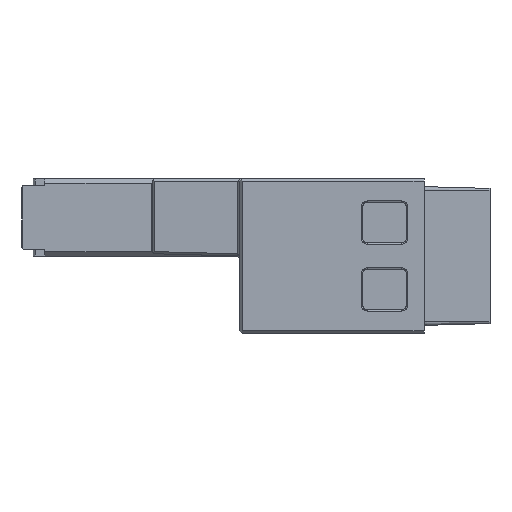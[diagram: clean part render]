
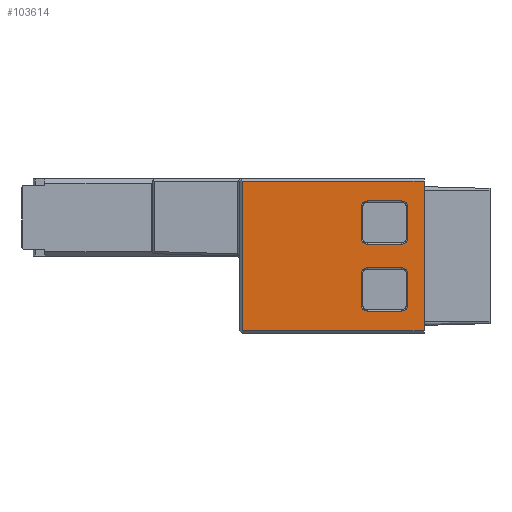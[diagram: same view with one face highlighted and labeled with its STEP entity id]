
A CAD part, left-side view. The second image highlights one B-rep face of the part: STEP entity #103614.
In plain terms, the highlighted face is planar.
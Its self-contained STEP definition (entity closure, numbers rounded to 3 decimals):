
#25681=DIRECTION('',(0.,0.,-1.));
#25682=VECTOR('',#25681,35.);
#25683=CARTESIAN_POINT('',(122.25,-43.,17.5));
#25684=LINE('',#25683,#25682);
#53474=CARTESIAN_POINT('',(122.25,-29.7,4.05));
#53475=DIRECTION('',(-1.,0.,0.));
#53476=DIRECTION('',(0.,1.,0.));
#53477=AXIS2_PLACEMENT_3D('',#53474,#53475,#53476);
#53479=DIRECTION('',(0.,0.,-1.));
#53480=VECTOR('',#53479,7.5);
#53481=CARTESIAN_POINT('',(122.25,-28.4,11.55));
#53482=LINE('',#53481,#53480);
#53483=CARTESIAN_POINT('',(122.25,-29.7,11.55));
#53484=DIRECTION('',(-1.,0.,0.));
#53485=DIRECTION('',(0.,0.,1.));
#53486=AXIS2_PLACEMENT_3D('',#53483,#53484,#53485);
#53488=DIRECTION('',(0.,1.,0.));
#53489=VECTOR('',#53488,8.1);
#53490=CARTESIAN_POINT('',(122.25,-37.8,12.85));
#53491=LINE('',#53490,#53489);
#53492=CARTESIAN_POINT('',(122.25,-37.8,11.55));
#53493=DIRECTION('',(-1.,0.,0.));
#53494=DIRECTION('',(0.,-1.,0.));
#53495=AXIS2_PLACEMENT_3D('',#53492,#53493,#53494);
#53497=DIRECTION('',(0.,0.,1.));
#53498=VECTOR('',#53497,7.5);
#53499=CARTESIAN_POINT('',(122.25,-39.1,4.05));
#53500=LINE('',#53499,#53498);
#53501=CARTESIAN_POINT('',(122.25,-37.8,4.05));
#53502=DIRECTION('',(-1.,0.,0.));
#53503=DIRECTION('',(0.,0.,-1.));
#53504=AXIS2_PLACEMENT_3D('',#53501,#53502,#53503);
#53506=DIRECTION('',(0.,-1.,0.));
#53507=VECTOR('',#53506,8.1);
#53508=CARTESIAN_POINT('',(122.25,-29.7,2.75));
#53509=LINE('',#53508,#53507);
#53510=CARTESIAN_POINT('',(122.25,-29.7,-11.55));
#53511=DIRECTION('',(-1.,0.,0.));
#53512=DIRECTION('',(0.,1.,0.));
#53513=AXIS2_PLACEMENT_3D('',#53510,#53511,#53512);
#53515=DIRECTION('',(0.,0.,-1.));
#53516=VECTOR('',#53515,7.5);
#53517=CARTESIAN_POINT('',(122.25,-28.4,-4.05));
#53518=LINE('',#53517,#53516);
#53519=CARTESIAN_POINT('',(122.25,-29.7,-4.05));
#53520=DIRECTION('',(-1.,0.,0.));
#53521=DIRECTION('',(0.,0.,1.));
#53522=AXIS2_PLACEMENT_3D('',#53519,#53520,#53521);
#53524=DIRECTION('',(0.,1.,0.));
#53525=VECTOR('',#53524,8.1);
#53526=CARTESIAN_POINT('',(122.25,-37.8,-2.75));
#53527=LINE('',#53526,#53525);
#53528=CARTESIAN_POINT('',(122.25,-37.8,-4.05));
#53529=DIRECTION('',(-1.,0.,0.));
#53530=DIRECTION('',(0.,-1.,0.));
#53531=AXIS2_PLACEMENT_3D('',#53528,#53529,#53530);
#53533=DIRECTION('',(0.,0.,1.));
#53534=VECTOR('',#53533,7.5);
#53535=CARTESIAN_POINT('',(122.25,-39.1,-11.55));
#53536=LINE('',#53535,#53534);
#53537=CARTESIAN_POINT('',(122.25,-37.8,-11.55));
#53538=DIRECTION('',(-1.,0.,0.));
#53539=DIRECTION('',(0.,0.,-1.));
#53540=AXIS2_PLACEMENT_3D('',#53537,#53538,#53539);
#53542=DIRECTION('',(0.,-1.,0.));
#53543=VECTOR('',#53542,8.1);
#53544=CARTESIAN_POINT('',(122.25,-29.7,-12.85));
#53545=LINE('',#53544,#53543);
#53546=DIRECTION('',(0.,-1.,0.));
#53547=VECTOR('',#53546,42.5);
#53548=CARTESIAN_POINT('',(122.25,-0.5,-17.5));
#53549=LINE('',#53548,#53547);
#53550=DIRECTION('',(0.,-1.,0.));
#53551=VECTOR('',#53550,42.5);
#53552=CARTESIAN_POINT('',(122.25,-0.5,17.5));
#53553=LINE('',#53552,#53551);
#53554=DIRECTION('',(0.,0.,-1.));
#53555=VECTOR('',#53554,35.);
#53556=CARTESIAN_POINT('',(122.25,-0.5,17.5));
#53557=LINE('',#53556,#53555);
#62476=CARTESIAN_POINT('',(122.25,-43.,-17.5));
#62478=VERTEX_POINT('',#62476);
#62479=CARTESIAN_POINT('',(122.25,-0.5,-17.5));
#62480=VERTEX_POINT('',#62479);
#62481=CARTESIAN_POINT('',(122.25,-0.5,17.5));
#62482=VERTEX_POINT('',#62481);
#62483=CARTESIAN_POINT('',(122.25,-43.,17.5));
#62484=VERTEX_POINT('',#62483);
#63055=CARTESIAN_POINT('',(122.25,-28.4,4.05));
#63056=CARTESIAN_POINT('',(122.25,-29.7,2.75));
#63057=VERTEX_POINT('',#63055);
#63058=VERTEX_POINT('',#63056);
#63063=CARTESIAN_POINT('',(122.25,-37.8,2.75));
#63064=VERTEX_POINT('',#63063);
#63067=CARTESIAN_POINT('',(122.25,-39.1,4.05));
#63068=VERTEX_POINT('',#63067);
#63071=CARTESIAN_POINT('',(122.25,-39.1,11.55));
#63072=VERTEX_POINT('',#63071);
#63075=CARTESIAN_POINT('',(122.25,-37.8,12.85));
#63076=VERTEX_POINT('',#63075);
#63079=CARTESIAN_POINT('',(122.25,-29.7,12.85));
#63080=VERTEX_POINT('',#63079);
#63083=CARTESIAN_POINT('',(122.25,-28.4,11.55));
#63084=VERTEX_POINT('',#63083);
#63087=CARTESIAN_POINT('',(122.25,-28.4,-11.55));
#63088=CARTESIAN_POINT('',(122.25,-29.7,-12.85));
#63089=VERTEX_POINT('',#63087);
#63090=VERTEX_POINT('',#63088);
#63095=CARTESIAN_POINT('',(122.25,-37.8,-12.85));
#63096=VERTEX_POINT('',#63095);
#63099=CARTESIAN_POINT('',(122.25,-39.1,-11.55));
#63100=VERTEX_POINT('',#63099);
#63103=CARTESIAN_POINT('',(122.25,-39.1,-4.05));
#63104=VERTEX_POINT('',#63103);
#63107=CARTESIAN_POINT('',(122.25,-37.8,-2.75));
#63108=VERTEX_POINT('',#63107);
#63111=CARTESIAN_POINT('',(122.25,-29.7,-2.75));
#63112=VERTEX_POINT('',#63111);
#63115=CARTESIAN_POINT('',(122.25,-28.4,-4.05));
#63116=VERTEX_POINT('',#63115);
#103565=CARTESIAN_POINT('',(122.25,0.,18.));
#103566=DIRECTION('',(1.,0.,0.));
#103567=DIRECTION('',(0.,0.,-1.));
#103568=AXIS2_PLACEMENT_3D('',#103565,#103566,#103567);
#103569=PLANE('',#103568);
#103571=ORIENTED_EDGE('',*,*,#103570,.T.);
#103572=ORIENTED_EDGE('',*,*,#72312,.F.);
#103574=ORIENTED_EDGE('',*,*,#103573,.F.);
#103576=ORIENTED_EDGE('',*,*,#103575,.T.);
#103577=EDGE_LOOP('',(#103571,#103572,#103574,#103576));
#103578=FACE_OUTER_BOUND('',#103577,.F.);
#103580=ORIENTED_EDGE('',*,*,#103579,.F.);
#103582=ORIENTED_EDGE('',*,*,#103581,.F.);
#103584=ORIENTED_EDGE('',*,*,#103583,.F.);
#103586=ORIENTED_EDGE('',*,*,#103585,.F.);
#103588=ORIENTED_EDGE('',*,*,#103587,.F.);
#103590=ORIENTED_EDGE('',*,*,#103589,.F.);
#103592=ORIENTED_EDGE('',*,*,#103591,.F.);
#103594=ORIENTED_EDGE('',*,*,#103593,.F.);
#103595=EDGE_LOOP('',(#103580,#103582,#103584,#103586,#103588,#103590,#103592,
#103594));
#103596=FACE_BOUND('',#103595,.F.);
#103598=ORIENTED_EDGE('',*,*,#103597,.F.);
#103600=ORIENTED_EDGE('',*,*,#103599,.F.);
#103602=ORIENTED_EDGE('',*,*,#103601,.F.);
#103604=ORIENTED_EDGE('',*,*,#103603,.F.);
#103606=ORIENTED_EDGE('',*,*,#103605,.F.);
#103608=ORIENTED_EDGE('',*,*,#103607,.F.);
#103610=ORIENTED_EDGE('',*,*,#103609,.F.);
#103611=ORIENTED_EDGE('',*,*,#103555,.F.);
#103612=EDGE_LOOP('',(#103598,#103600,#103602,#103604,#103606,#103608,#103610,
#103611));
#103613=FACE_BOUND('',#103612,.F.);
#53478=CIRCLE('',#53477,1.3);
#53487=CIRCLE('',#53486,1.3);
#53496=CIRCLE('',#53495,1.3);
#53505=CIRCLE('',#53504,1.3);
#53514=CIRCLE('',#53513,1.3);
#53523=CIRCLE('',#53522,1.3);
#53532=CIRCLE('',#53531,1.3);
#53541=CIRCLE('',#53540,1.3);
#72312=EDGE_CURVE('',#62484,#62478,#25684,.T.);
#103555=EDGE_CURVE('',#63058,#63064,#53509,.T.);
#103570=EDGE_CURVE('',#62480,#62478,#53549,.T.);
#103573=EDGE_CURVE('',#62482,#62484,#53553,.T.);
#103575=EDGE_CURVE('',#62482,#62480,#53557,.T.);
#103579=EDGE_CURVE('',#63089,#63090,#53514,.T.);
#103581=EDGE_CURVE('',#63116,#63089,#53518,.T.);
#103583=EDGE_CURVE('',#63112,#63116,#53523,.T.);
#103585=EDGE_CURVE('',#63108,#63112,#53527,.T.);
#103587=EDGE_CURVE('',#63104,#63108,#53532,.T.);
#103589=EDGE_CURVE('',#63100,#63104,#53536,.T.);
#103591=EDGE_CURVE('',#63096,#63100,#53541,.T.);
#103593=EDGE_CURVE('',#63090,#63096,#53545,.T.);
#103597=EDGE_CURVE('',#63057,#63058,#53478,.T.);
#103599=EDGE_CURVE('',#63084,#63057,#53482,.T.);
#103601=EDGE_CURVE('',#63080,#63084,#53487,.T.);
#103603=EDGE_CURVE('',#63076,#63080,#53491,.T.);
#103605=EDGE_CURVE('',#63072,#63076,#53496,.T.);
#103607=EDGE_CURVE('',#63068,#63072,#53500,.T.);
#103609=EDGE_CURVE('',#63064,#63068,#53505,.T.);
#103614=ADVANCED_FACE('',(#103578,#103596,#103613),#103569,.T.);
